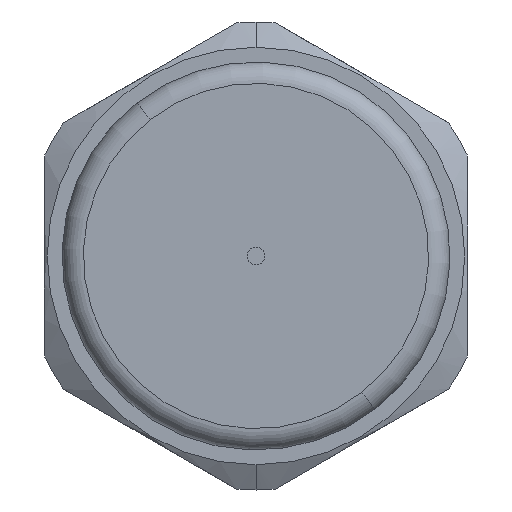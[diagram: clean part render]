
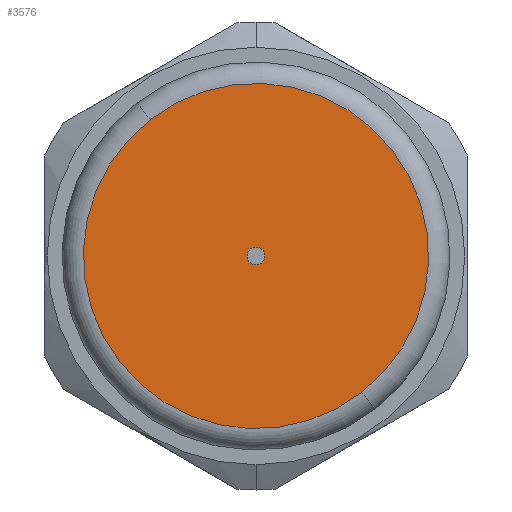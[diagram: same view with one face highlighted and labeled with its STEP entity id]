
A CAD part, left-side view. The second image highlights one B-rep face of the part: STEP entity #3576.
In plain terms, the highlighted planar face has unit normal (-1, 0, 0).
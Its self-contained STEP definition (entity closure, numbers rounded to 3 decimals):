
#11 = AXIS2_PLACEMENT_3D ( 'NONE', #8219, #2089, #5820 ) ;
#69 = DIRECTION ( 'NONE',  ( 0., -0.613, -0.79 ) ) ;
#211 = CARTESIAN_POINT ( 'NONE',  ( -23.85, 0., 0. ) ) ;
#275 = EDGE_CURVE ( 'NONE', #3168, #3651, #3055, .T. ) ;
#726 = ORIENTED_EDGE ( 'NONE', *, *, #3379, .T. ) ;
#793 = CARTESIAN_POINT ( 'NONE',  ( -23.85, 0.368, 0.474 ) ) ;
#1095 = EDGE_CURVE ( 'NONE', #4377, #5122, #1399, .T. ) ;
#1286 = DIRECTION ( 'NONE',  ( 0., -0.613, -0.79 ) ) ;
#1399 = CIRCLE ( 'NONE', #11, 11.658 ) ;
#1920 = CIRCLE ( 'NONE', #6790, 11.658 ) ;
#2089 = DIRECTION ( 'NONE',  ( 1., 0., 0. ) ) ;
#2538 = EDGE_CURVE ( 'NONE', #5122, #4377, #1920, .T. ) ;
#2646 = ORIENTED_EDGE ( 'NONE', *, *, #1095, .F. ) ;
#2903 = DIRECTION ( 'NONE',  ( 0., 0.613, 0.79 ) ) ;
#3055 = CIRCLE ( 'NONE', #4952, 0.6 ) ;
#3161 = EDGE_LOOP ( 'NONE', ( #2646, #4173 ) ) ;
#3168 = VERTEX_POINT ( 'NONE', #7683 ) ;
#3379 = EDGE_CURVE ( 'NONE', #3651, #3168, #7561, .T. ) ;
#3576 = ADVANCED_FACE ( 'NONE', ( #8262, #9699 ), #3730, .T. ) ;
#3651 = VERTEX_POINT ( 'NONE', #793 ) ;
#3730 = PLANE ( 'NONE',  #5560 ) ;
#4173 = ORIENTED_EDGE ( 'NONE', *, *, #2538, .F. ) ;
#4377 = VERTEX_POINT ( 'NONE', #7924 ) ;
#4460 = DIRECTION ( 'NONE',  ( -1., 0., 0. ) ) ;
#4952 = AXIS2_PLACEMENT_3D ( 'NONE', #211, #7017, #5425 ) ;
#5122 = VERTEX_POINT ( 'NONE', #6811 ) ;
#5425 = DIRECTION ( 'NONE',  ( 0., -0.613, -0.79 ) ) ;
#5497 = DIRECTION ( 'NONE',  ( 1., 0., 0. ) ) ;
#5560 = AXIS2_PLACEMENT_3D ( 'NONE', #9760, #4460, #2903 ) ;
#5820 = DIRECTION ( 'NONE',  ( 0., -0.613, -0.79 ) ) ;
#6221 = EDGE_LOOP ( 'NONE', ( #7714, #726 ) ) ;
#6531 = CARTESIAN_POINT ( 'NONE',  ( -23.85, 0., 0. ) ) ;
#6790 = AXIS2_PLACEMENT_3D ( 'NONE', #6531, #8024, #1286 ) ;
#6811 = CARTESIAN_POINT ( 'NONE',  ( -23.85, 7.145, 9.212 ) ) ;
#7017 = DIRECTION ( 'NONE',  ( 1., 0., 0. ) ) ;
#7561 = CIRCLE ( 'NONE', #9214, 0.6 ) ;
#7683 = CARTESIAN_POINT ( 'NONE',  ( -23.85, -0.368, -0.474 ) ) ;
#7714 = ORIENTED_EDGE ( 'NONE', *, *, #275, .T. ) ;
#7738 = CARTESIAN_POINT ( 'NONE',  ( -23.85, 0., 0. ) ) ;
#7924 = CARTESIAN_POINT ( 'NONE',  ( -23.85, -7.145, -9.212 ) ) ;
#8024 = DIRECTION ( 'NONE',  ( 1., 0., 0. ) ) ;
#8219 = CARTESIAN_POINT ( 'NONE',  ( -23.85, 0., 0. ) ) ;
#8262 = FACE_BOUND ( 'NONE', #6221, .T. ) ;
#9214 = AXIS2_PLACEMENT_3D ( 'NONE', #7738, #5497, #69 ) ;
#9699 = FACE_OUTER_BOUND ( 'NONE', #3161, .T. ) ;
#9760 = CARTESIAN_POINT ( 'NONE',  ( -23.85, -0.368, -0.474 ) ) ;
